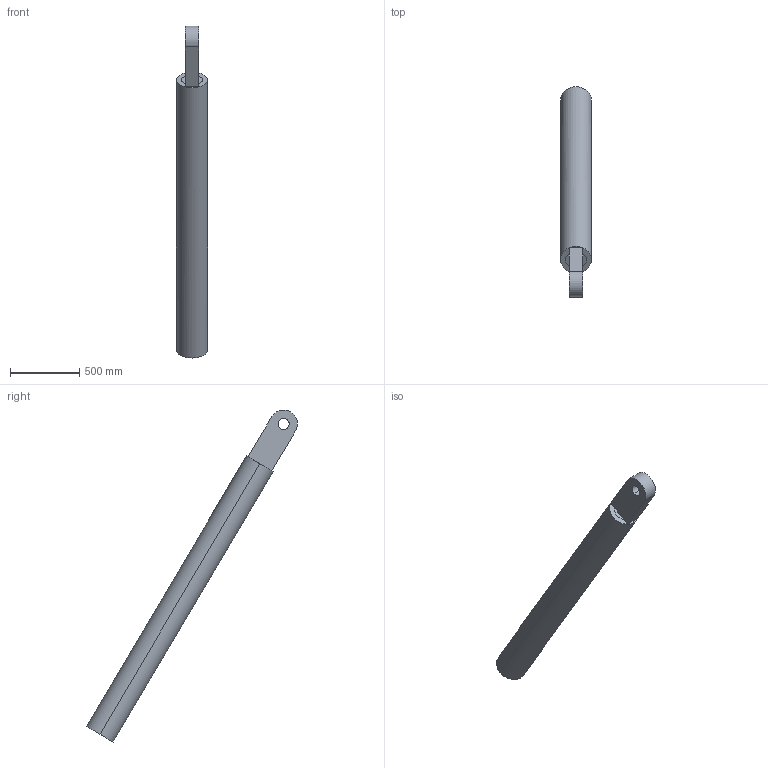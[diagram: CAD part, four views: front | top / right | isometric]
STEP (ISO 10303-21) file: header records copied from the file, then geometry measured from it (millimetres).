
FILE_DESCRIPTION (( 'STEP AP203' ), '1' );
FILE_NAME ('StickCyl_Primary.STEP', '2022-03-09T01:02:03', ( '' ), ( '' ), 'SwSTEP 2.0', 'SolidWorks 2020', '' );
FILE_SCHEMA (( 'CONFIG_CONTROL_DESIGN' ));
Length unit declared in the file: millimetre
Products named in the file (2): StickCyl; StickCyl_Primary
Assembly tree (1 placements, depth 2):
  StickCyl_Primary
    StickCyl
Bounding box: 223.61 x 1521.24 x 2393.99 mm (x, y, z)
Volume: 57570771 mm3; surface area: 2999942.1 mm2
Topology: 1 solids, 1 shells, 19 faces, 43 edges, 25 vertices
Faces by surface type: plane 12, cylinder 7
Entity records: 1095 total; most frequent: CARTESIAN_POINT 465, DIRECTION 102, ORIENTED_EDGE 86, EDGE_CURVE 43, AXIS2_PLACEMENT_3D 41, VERTEX_POINT 25, EDGE_LOOP 22, VECTOR 20
